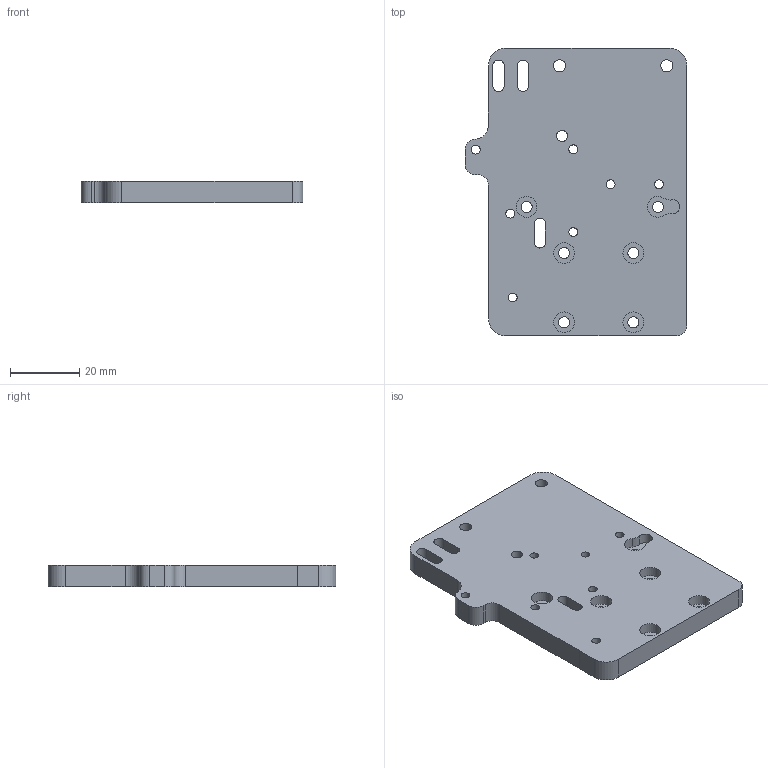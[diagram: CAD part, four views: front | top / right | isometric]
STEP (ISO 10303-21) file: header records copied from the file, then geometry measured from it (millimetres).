
FILE_DESCRIPTION(/* description */ (''),/* implementation_level */ '2;1');
FILE_NAME(/* name */ 'Hot End Mount_DD_V3_.250_6061.step',/* time_stamp */ '2022-12-17T13:49:09-05:00',/* author */ (''),/* organization */ (''),/* preprocessor_version */ 'ST-DEVELOPER v19.2',/* originating_system */ 'Autodesk Translation Framework v11.17.0.187',/* authorisation */ '');
FILE_SCHEMA (('AUTOMOTIVE_DESIGN { 1 0 10303 214 3 1 1 }'));
Length unit declared in the file: inch
Products named in the file (2): Hot End Mount_DD_.250_6061; Hot End Mount_V3_.250_6061 v15
Assembly tree (1 placements, depth 2):
  Hot End Mount_DD_.250_6061
    Hot End Mount_V3_.250_6061 v15
Bounding box: 64 x 83.13 x 6.35 mm (x, y, z)
Volume: 28962.9 mm3; surface area: 12562.5 mm2
Topology: 1 solids, 1 shells, 63 faces, 165 edges, 110 vertices
Faces by surface type: cylinder 39, plane 24
Full cylindrical faces by diameter (mm): 2.54 x7, 3.2 x7, 3.517 x1, 3.518 x1, 6 x5
Entity records: 2115 total; most frequent: DIRECTION 375, CARTESIAN_POINT 341, ORIENTED_EDGE 330, EDGE_CURVE 165, AXIS2_PLACEMENT_3D 144, VERTEX_POINT 110, EDGE_LOOP 107, LINE 87
